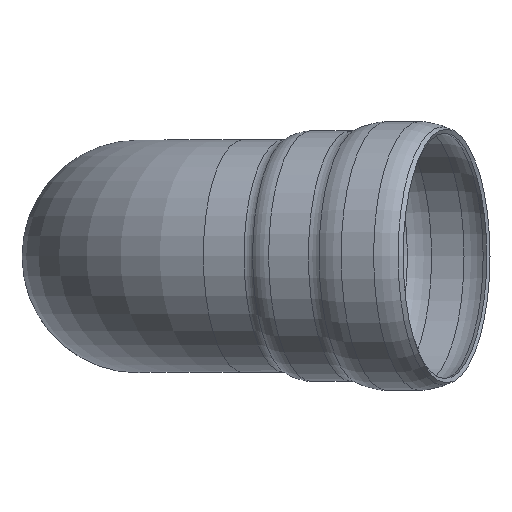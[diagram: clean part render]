
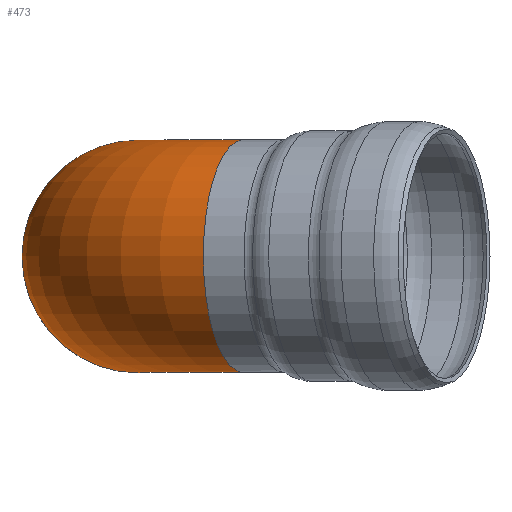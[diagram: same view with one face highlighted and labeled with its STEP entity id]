
A CAD part, top view. The second image highlights one B-rep face of the part: STEP entity #473.
In plain terms, the highlighted toroidal (fillet/blend) face has major radius 700 mm and minor radius 510 mm.
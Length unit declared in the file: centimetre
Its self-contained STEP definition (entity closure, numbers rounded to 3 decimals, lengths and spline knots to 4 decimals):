
#69=FACE_OUTER_BOUND('',#99,.T.);
#99=EDGE_LOOP('',(#314,#315,#316,#317));
#133=CIRCLE('',#511,51.);
#134=CIRCLE('',#512,19.);
#135=CIRCLE('',#513,51.);
#192=VERTEX_POINT('',#806);
#193=VERTEX_POINT('',#808);
#239=EDGE_CURVE('',#192,#192,#133,.T.);
#240=EDGE_CURVE('',#192,#193,#134,.T.);
#241=EDGE_CURVE('',#193,#193,#135,.T.);
#314=ORIENTED_EDGE('',*,*,#239,.F.);
#315=ORIENTED_EDGE('',*,*,#240,.T.);
#316=ORIENTED_EDGE('',*,*,#241,.T.);
#317=ORIENTED_EDGE('',*,*,#240,.F.);
#459=TOROIDAL_SURFACE('',#510,70.,51.);
#473=ADVANCED_FACE('',(#69),#459,.T.);
#510=AXIS2_PLACEMENT_3D('',#805,#609,#610);
#511=AXIS2_PLACEMENT_3D('',#807,#611,#612);
#512=AXIS2_PLACEMENT_3D('',#809,#613,#614);
#513=AXIS2_PLACEMENT_3D('',#810,#615,#616);
#609=DIRECTION('center_axis',(0.,-1.,0.));
#610=DIRECTION('ref_axis',(1.,0.,0.));
#611=DIRECTION('center_axis',(0.,0.,
-1.));
#612=DIRECTION('ref_axis',(-1.,0.,0.));
#613=DIRECTION('center_axis',(0.,1.,0.));
#614=DIRECTION('ref_axis',(1.,0.,0.));
#615=DIRECTION('center_axis',(-0.94,0.,
-0.342));
#616=DIRECTION('ref_axis',(-0.342,0.,0.94));
#805=CARTESIAN_POINT('Origin',(422.4024,425.8118,68.2681));
#806=CARTESIAN_POINT('',(403.4024,425.8118,68.2681));
#807=CARTESIAN_POINT('Origin',(352.4024,425.8118,68.2681));
#808=CARTESIAN_POINT('',(415.904,425.8118,86.1222));
#809=CARTESIAN_POINT('Origin',(422.4024,425.8118,68.2681));
#810=CARTESIAN_POINT('Origin',(398.461,425.8118,134.0466));
